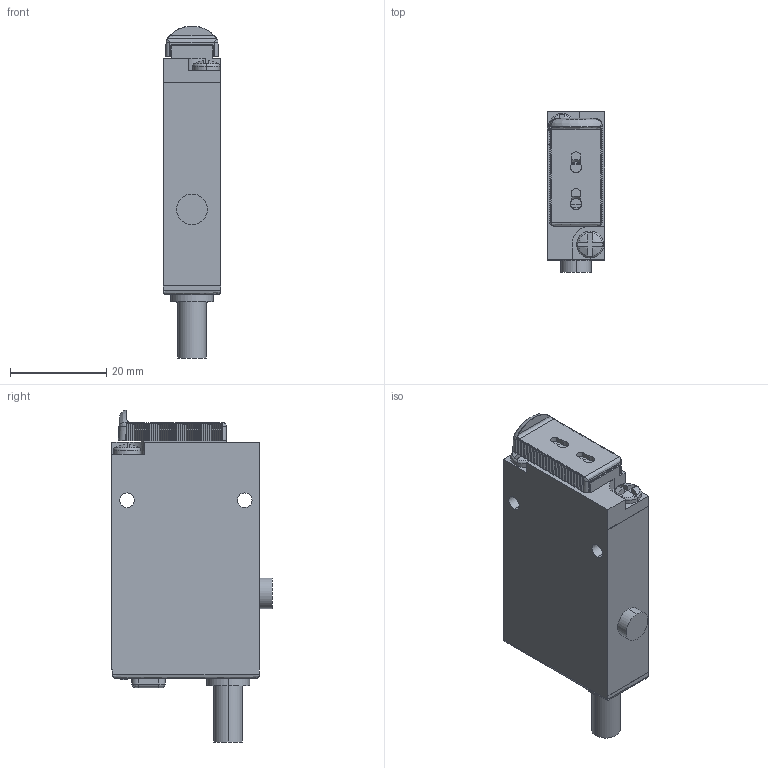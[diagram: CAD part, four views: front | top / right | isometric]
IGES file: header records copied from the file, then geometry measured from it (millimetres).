
Start section:  PTC IGES file: 154493.igs
Global section: file name: 154493.igs; native system: Pro/ENGINEER by Parametric Technology Corporation; preprocessor: 2009141; author: banengservice; organization: Unknown; date: 20110110.140011; units: inch
Bounding box: 11.99 x 33.27 x 68.84 mm (x, y, z)
Volume: 8290.4 mm3; surface area: 12580.7 mm2
Topology: 3 solids, 4 shells, 884 faces, 2467 edges, 1608 vertices
Faces by surface type: bspline 580, revolution 304
